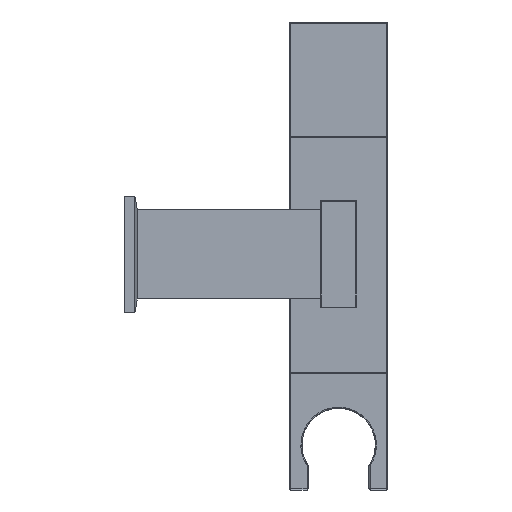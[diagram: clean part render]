
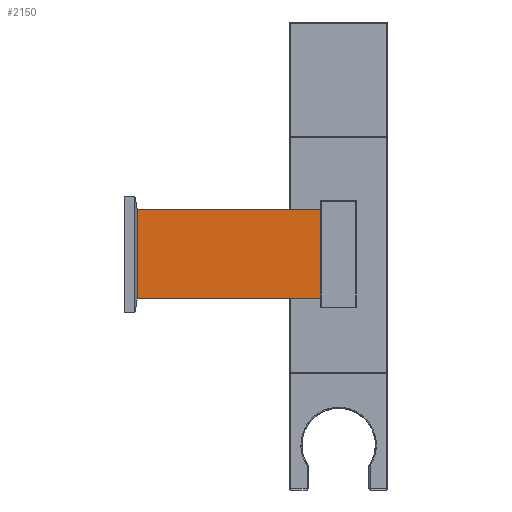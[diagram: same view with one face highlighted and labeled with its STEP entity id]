
A CAD part, front view. The second image highlights one B-rep face of the part: STEP entity #2150.
In plain terms, the highlighted planar face has unit normal (0, -1, 0).
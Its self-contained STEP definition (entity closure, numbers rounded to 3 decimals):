
#160=DIRECTION('',(-1.,0.,0.));
#161=VECTOR('',#160,51.339);
#162=CARTESIAN_POINT('',(55.,-431.,12.5));
#163=LINE('',#162,#161);
#164=DIRECTION('',(0.,0.,-1.));
#165=VECTOR('',#164,25.);
#166=CARTESIAN_POINT('',(55.,-431.,12.5));
#167=LINE('',#166,#165);
#168=DIRECTION('',(-1.,0.,0.));
#169=VECTOR('',#168,51.339);
#170=CARTESIAN_POINT('',(55.,-431.,-12.5));
#171=LINE('',#170,#169);
#172=DIRECTION('',(-0.174,0.,0.985));
#173=VECTOR('',#172,0.254);
#174=CARTESIAN_POINT('',(3.705,-431.,12.25));
#175=LINE('',#174,#173);
#208=DIRECTION('',(0.,0.,-1.));
#209=VECTOR('',#208,24.5);
#210=CARTESIAN_POINT('',(3.705,-431.,12.25));
#211=LINE('',#210,#209);
#220=DIRECTION('',(-0.174,0.,-0.985));
#221=VECTOR('',#220,0.254);
#222=CARTESIAN_POINT('',(3.705,-431.,-12.25));
#223=LINE('',#222,#221);
#1405=CARTESIAN_POINT('',(55.,-431.,12.5));
#1407=VERTEX_POINT('',#1405);
#1410=CARTESIAN_POINT('',(55.,-431.,-12.5));
#1411=VERTEX_POINT('',#1410);
#1432=CARTESIAN_POINT('',(3.661,-431.,12.5));
#1433=VERTEX_POINT('',#1432);
#1436=CARTESIAN_POINT('',(3.661,-431.,-12.5));
#1437=VERTEX_POINT('',#1436);
#1438=CARTESIAN_POINT('',(3.705,-431.,-12.25));
#1439=VERTEX_POINT('',#1438);
#1440=CARTESIAN_POINT('',(3.705,-431.,12.25));
#1441=VERTEX_POINT('',#1440);
#2133=CARTESIAN_POINT('',(0.,-431.,-12.5));
#2134=DIRECTION('',(0.,1.,0.));
#2135=DIRECTION('',(0.,0.,1.));
#2136=AXIS2_PLACEMENT_3D('',#2133,#2134,#2135);
#2137=PLANE('',#2136);
#2138=ORIENTED_EDGE('',*,*,#1938,.T.);
#2140=ORIENTED_EDGE('',*,*,#2139,.T.);
#2142=ORIENTED_EDGE('',*,*,#2141,.F.);
#2144=ORIENTED_EDGE('',*,*,#2143,.F.);
#2146=ORIENTED_EDGE('',*,*,#2145,.T.);
#2147=ORIENTED_EDGE('',*,*,#2117,.F.);
#2148=EDGE_LOOP('',(#2138,#2140,#2142,#2144,#2146,#2147));
#2149=FACE_OUTER_BOUND('',#2148,.F.);
#2150=ADVANCED_FACE('',(#2149),#2137,.F.);
#1938=EDGE_CURVE('',#1407,#1411,#167,.T.);
#2117=EDGE_CURVE('',#1407,#1433,#163,.T.);
#2139=EDGE_CURVE('',#1411,#1437,#171,.T.);
#2141=EDGE_CURVE('',#1439,#1437,#223,.T.);
#2143=EDGE_CURVE('',#1441,#1439,#211,.T.);
#2145=EDGE_CURVE('',#1441,#1433,#175,.T.);
